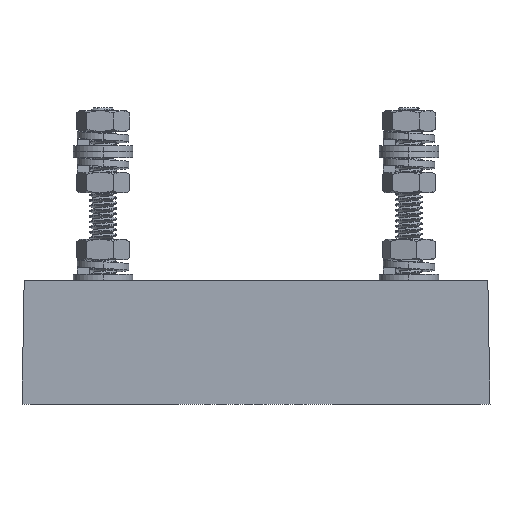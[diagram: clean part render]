
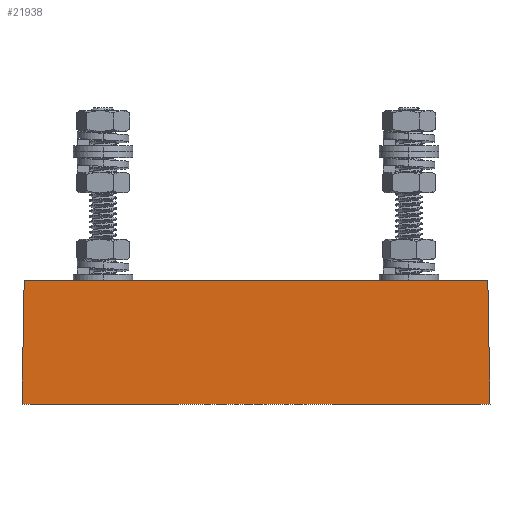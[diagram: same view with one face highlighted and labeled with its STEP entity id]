
A CAD part, top view. The second image highlights one B-rep face of the part: STEP entity #21938.
In plain terms, the highlighted planar face has unit normal (0, 0, 1).
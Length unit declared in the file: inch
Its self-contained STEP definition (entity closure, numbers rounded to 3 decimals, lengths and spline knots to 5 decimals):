
#700 = FACE_OUTER_BOUND ( 'NONE', #14310, .T. ) ;
#5974 = LINE ( 'NONE', #33287, #29997 ) ;
#7227 = VERTEX_POINT ( 'NONE', #29752 ) ;
#7786 = EDGE_CURVE ( 'NONE', #49603, #7227, #5974, .T. ) ;
#11541 = VECTOR ( 'NONE', #54600, 39.37008 ) ;
#12951 = ORIENTED_EDGE ( 'NONE', *, *, #7786, .T. ) ;
#14310 = EDGE_LOOP ( 'NONE', ( #58730, #16022, #12951, #20120 ) ) ;
#16022 = ORIENTED_EDGE ( 'NONE', *, *, #19281, .T. ) ;
#16144 = VERTEX_POINT ( 'NONE', #39511 ) ;
#18571 = CARTESIAN_POINT ( 'NONE',  ( -2.2, 0., 0.75 ) ) ;
#19281 = EDGE_CURVE ( 'NONE', #16144, #49603, #29160, .T. ) ;
#19373 = EDGE_CURVE ( 'NONE', #7227, #42147, #47630, .T. ) ;
#20120 = ORIENTED_EDGE ( 'NONE', *, *, #19373, .T. ) ;
#21363 = DIRECTION ( 'NONE',  ( 0., 0., -1. ) ) ;
#21938 = ADVANCED_FACE ( 'NONE', ( #700 ), #25711, .F. ) ;
#23260 = DIRECTION ( 'NONE',  ( -0.017, -1., 0. ) ) ;
#25711 = PLANE ( 'NONE',  #56766 ) ;
#26342 = LINE ( 'NONE', #18571, #38372 ) ;
#29160 = LINE ( 'NONE', #58793, #53323 ) ;
#29752 = CARTESIAN_POINT ( 'NONE',  ( 2.17966, 1.165, 0.75 ) ) ;
#29997 = VECTOR ( 'NONE', #38013, 39.37008 ) ;
#31584 = DIRECTION ( 'NONE',  ( 1., 0., 0. ) ) ;
#33287 = CARTESIAN_POINT ( 'NONE',  ( 2.2, 0., 0.75 ) ) ;
#38013 = DIRECTION ( 'NONE',  ( -0.017, 1., 0. ) ) ;
#38372 = VECTOR ( 'NONE', #23260, 39.37008 ) ;
#38657 = EDGE_CURVE ( 'NONE', #42147, #16144, #26342, .T. ) ;
#39511 = CARTESIAN_POINT ( 'NONE',  ( -2.2, 0., 0.75 ) ) ;
#42147 = VERTEX_POINT ( 'NONE', #46052 ) ;
#45489 = CARTESIAN_POINT ( 'NONE',  ( -2.17966, 1.165, 0.75 ) ) ;
#46052 = CARTESIAN_POINT ( 'NONE',  ( -2.17966, 1.165, 0.75 ) ) ;
#47630 = LINE ( 'NONE', #45489, #11541 ) ;
#48292 = CARTESIAN_POINT ( 'NONE',  ( 2.2, 0., 0.75 ) ) ;
#48478 = CARTESIAN_POINT ( 'NONE',  ( 0., 0., 0.75 ) ) ;
#49603 = VERTEX_POINT ( 'NONE', #48292 ) ;
#53050 = DIRECTION ( 'NONE',  ( -1., 0., 0. ) ) ;
#53323 = VECTOR ( 'NONE', #31584, 39.37008 ) ;
#54600 = DIRECTION ( 'NONE',  ( -1., 0., 0. ) ) ;
#56766 = AXIS2_PLACEMENT_3D ( 'NONE', #48478, #21363, #53050 ) ;
#58730 = ORIENTED_EDGE ( 'NONE', *, *, #38657, .T. ) ;
#58793 = CARTESIAN_POINT ( 'NONE',  ( -2.2, 0., 0.75 ) ) ;
